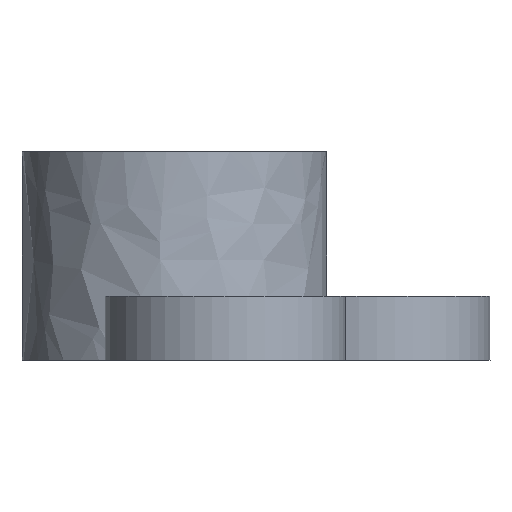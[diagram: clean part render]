
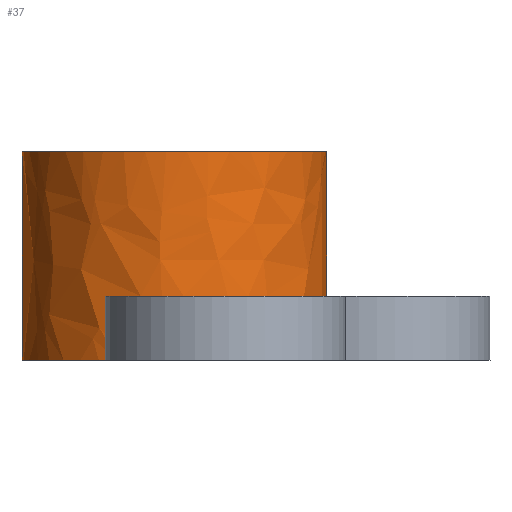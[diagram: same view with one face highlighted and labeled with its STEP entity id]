
A CAD part, front view. The second image highlights one B-rep face of the part: STEP entity #37.
In plain terms, the highlighted free-form (B-spline) face has degree [2, 1] with [5, 2] control points.
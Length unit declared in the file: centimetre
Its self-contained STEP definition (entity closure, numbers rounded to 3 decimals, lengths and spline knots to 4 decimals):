
#37=ADVANCED_FACE('',(#59),#310,.T.);
#59=FACE_OUTER_BOUND('',#81,.T.);
#81=EDGE_LOOP('',(#120,#121,#122,#123,#124,#125,#126,#127));
#120=ORIENTED_EDGE('',*,*,#220,.T.);
#121=ORIENTED_EDGE('',*,*,#197,.F.);
#122=ORIENTED_EDGE('',*,*,#196,.F.);
#123=ORIENTED_EDGE('',*,*,#195,.T.);
#124=ORIENTED_EDGE('',*,*,#201,.T.);
#125=ORIENTED_EDGE('',*,*,#203,.F.);
#126=ORIENTED_EDGE('',*,*,#202,.F.);
#127=ORIENTED_EDGE('',*,*,#204,.T.);
#195=EDGE_CURVE('',#277,#280,#238,.T.);
#196=EDGE_CURVE('',#277,#278,#239,.T.);
#197=EDGE_CURVE('',#278,#293,#240,.T.);
#201=EDGE_CURVE('',#280,#281,#244,.T.);
#202=EDGE_CURVE('',#283,#282,#245,.T.);
#203=EDGE_CURVE('',#282,#281,#246,.T.);
#204=EDGE_CURVE('',#283,#292,#247,.T.);
#220=EDGE_CURVE('',#292,#293,#263,.T.);
#238=(
BOUNDED_CURVE()
B_SPLINE_CURVE(2,(#664,#665,#666),.UNSPECIFIED.,.F.,.F.)
B_SPLINE_CURVE_WITH_KNOTS((3,3),(-29.8451,-23.4231),
 .UNSPECIFIED.)
CURVE()
GEOMETRIC_REPRESENTATION_ITEM()
RATIONAL_B_SPLINE_CURVE((1.,0.776,1.))
REPRESENTATION_ITEM('')
);
#239=(
BOUNDED_CURVE()
B_SPLINE_CURVE(1,(#667,#668),.UNSPECIFIED.,.F.,.F.)
B_SPLINE_CURVE_WITH_KNOTS((2,2),(0.,6.5),.UNSPECIFIED.)
CURVE()
GEOMETRIC_REPRESENTATION_ITEM()
RATIONAL_B_SPLINE_CURVE((1.,1.))
REPRESENTATION_ITEM('')
);
#240=(
BOUNDED_CURVE()
B_SPLINE_CURVE(2,(#669,#670,#671,#672,#673),.UNSPECIFIED.,.F.,.F.)
B_SPLINE_CURVE_WITH_KNOTS((3,2,3),(-29.8451,-22.3838,-14.9226),
 .UNSPECIFIED.)
CURVE()
GEOMETRIC_REPRESENTATION_ITEM()
RATIONAL_B_SPLINE_CURVE((1.,0.707,1.,0.707,1.))
REPRESENTATION_ITEM('')
);
#244=(
BOUNDED_CURVE()
B_SPLINE_CURVE(1,(#697,#698),.UNSPECIFIED.,.F.,.F.)
B_SPLINE_CURVE_WITH_KNOTS((2,2),(0.,2.),.UNSPECIFIED.)
CURVE()
GEOMETRIC_REPRESENTATION_ITEM()
RATIONAL_B_SPLINE_CURVE((1.,1.))
REPRESENTATION_ITEM('')
);
#245=(
BOUNDED_CURVE()
B_SPLINE_CURVE(1,(#699,#700),.UNSPECIFIED.,.F.,.F.)
B_SPLINE_CURVE_WITH_KNOTS((2,2),(0.,2.),.UNSPECIFIED.)
CURVE()
GEOMETRIC_REPRESENTATION_ITEM()
RATIONAL_B_SPLINE_CURVE((1.,1.))
REPRESENTATION_ITEM('')
);
#246=(
BOUNDED_CURVE()
B_SPLINE_CURVE(2,(#701,#702,#703,#704,#705),.UNSPECIFIED.,.F.,.F.)
B_SPLINE_CURVE_WITH_KNOTS((3,2,3),(-23.5636,-20.3432,
-19.304),.UNSPECIFIED.)
CURVE()
GEOMETRIC_REPRESENTATION_ITEM()
RATIONAL_B_SPLINE_CURVE((1.,0.944,1.,0.995,1.))
REPRESENTATION_ITEM('')
);
#247=(
BOUNDED_CURVE()
B_SPLINE_CURVE(2,(#706,#707,#708),.UNSPECIFIED.,.F.,.F.)
B_SPLINE_CURVE_WITH_KNOTS((3,3),(-19.1635,-14.9226),
 .UNSPECIFIED.)
CURVE()
GEOMETRIC_REPRESENTATION_ITEM()
RATIONAL_B_SPLINE_CURVE((1.,0.901,1.))
REPRESENTATION_ITEM('')
);
#263=(
BOUNDED_CURVE()
B_SPLINE_CURVE(1,(#785,#786),.UNSPECIFIED.,.F.,.F.)
B_SPLINE_CURVE_WITH_KNOTS((2,2),(0.,6.5),.UNSPECIFIED.)
CURVE()
GEOMETRIC_REPRESENTATION_ITEM()
RATIONAL_B_SPLINE_CURVE((1.,1.))
REPRESENTATION_ITEM('')
);
#277=VERTEX_POINT('',#631);
#278=VERTEX_POINT('',#632);
#280=VERTEX_POINT('',#634);
#281=VERTEX_POINT('',#635);
#282=VERTEX_POINT('',#636);
#283=VERTEX_POINT('',#637);
#292=VERTEX_POINT('',#646);
#293=VERTEX_POINT('',#647);
#310=(
BOUNDED_SURFACE()
B_SPLINE_SURFACE(2,1,((#515,#516),(#517,#518),(#519,#520),(#521,#522),(#523,
#524)),.UNSPECIFIED.,.F.,.F.,.F.)
B_SPLINE_SURFACE_WITH_KNOTS((3,2,3),(2,2),(-29.8451,-22.3838,
-14.9226),(0.,6.5),.UNSPECIFIED.)
GEOMETRIC_REPRESENTATION_ITEM()
RATIONAL_B_SPLINE_SURFACE(((1.,1.),(0.707,0.707),
(1.,1.),(0.707,0.707),(1.,1.)))
REPRESENTATION_ITEM('')
SURFACE()
);
#515=CARTESIAN_POINT('',(1301.0255,-3.153,0.));
#516=CARTESIAN_POINT('',(1301.0255,-3.153,6.5));
#517=CARTESIAN_POINT('',(1300.9389,-7.9023,0.));
#518=CARTESIAN_POINT('',(1300.9389,-7.9023,6.5));
#519=CARTESIAN_POINT('',(1305.6881,-7.9888,0.));
#520=CARTESIAN_POINT('',(1305.6881,-7.9888,6.5));
#521=CARTESIAN_POINT('',(1310.4373,-8.0754,0.));
#522=CARTESIAN_POINT('',(1310.4373,-8.0754,6.5));
#523=CARTESIAN_POINT('',(1310.5239,-3.3262,0.));
#524=CARTESIAN_POINT('',(1310.5239,-3.3262,6.5));
#631=CARTESIAN_POINT('',(1301.0255,-3.153,0.));
#632=CARTESIAN_POINT('',(1301.0255,-3.153,6.5));
#634=CARTESIAN_POINT('',(1304.7249,-7.8722,0.));
#635=CARTESIAN_POINT('',(1304.7249,-7.8722,2.));
#636=CARTESIAN_POINT('',(1308.6644,-7.0096,2.));
#637=CARTESIAN_POINT('',(1308.6644,-7.0096,0.));
#646=CARTESIAN_POINT('',(1310.5239,-3.3262,0.));
#647=CARTESIAN_POINT('',(1310.5239,-3.3262,6.5));
#664=CARTESIAN_POINT('',(1301.0255,-3.153,0.));
#665=CARTESIAN_POINT('',(1300.9551,-7.0178,0.));
#666=CARTESIAN_POINT('',(1304.7249,-7.8722,0.));
#667=CARTESIAN_POINT('',(1301.0255,-3.153,0.));
#668=CARTESIAN_POINT('',(1301.0255,-3.153,6.5));
#669=CARTESIAN_POINT('',(1301.0255,-3.153,6.5));
#670=CARTESIAN_POINT('',(1300.9389,-7.9023,6.5));
#671=CARTESIAN_POINT('',(1305.6881,-7.9888,6.5));
#672=CARTESIAN_POINT('',(1310.4373,-8.0754,6.5));
#673=CARTESIAN_POINT('',(1310.5239,-3.3262,6.5));
#697=CARTESIAN_POINT('',(1304.7249,-7.8722,0.));
#698=CARTESIAN_POINT('',(1304.7249,-7.8722,2.));
#699=CARTESIAN_POINT('',(1308.6644,-7.0096,0.));
#700=CARTESIAN_POINT('',(1308.6644,-7.0096,2.));
#701=CARTESIAN_POINT('',(1308.6644,-7.0096,2.));
#702=CARTESIAN_POINT('',(1307.3473,-8.0191,2.));
#703=CARTESIAN_POINT('',(1305.6881,-7.9888,2.));
#704=CARTESIAN_POINT('',(1305.2005,-7.98,2.));
#705=CARTESIAN_POINT('',(1304.7249,-7.8722,2.));
#706=CARTESIAN_POINT('',(1308.6644,-7.0096,0.));
#707=CARTESIAN_POINT('',(1310.4822,-5.6162,0.));
#708=CARTESIAN_POINT('',(1310.5239,-3.3262,0.));
#785=CARTESIAN_POINT('',(1310.5239,-3.3262,0.));
#786=CARTESIAN_POINT('',(1310.5239,-3.3262,6.5));
